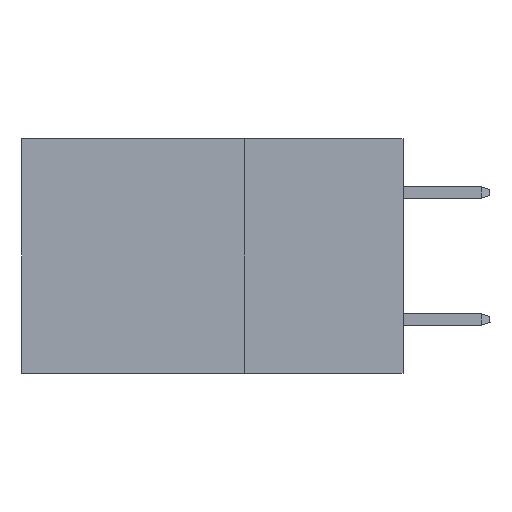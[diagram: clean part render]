
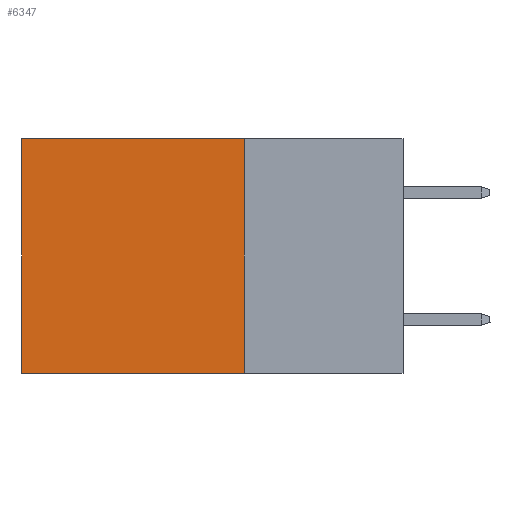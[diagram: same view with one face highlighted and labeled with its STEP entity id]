
A CAD part, left-side view. The second image highlights one B-rep face of the part: STEP entity #6347.
In plain terms, the highlighted planar face has unit normal (-1, 0, 0).
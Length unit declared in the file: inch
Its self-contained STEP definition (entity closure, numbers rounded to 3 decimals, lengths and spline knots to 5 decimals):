
#117 = LINE ( 'NONE', #16888, #6329 ) ;
#430 = FACE_OUTER_BOUND ( 'NONE', #17056, .T. ) ;
#532 = DIRECTION ( 'NONE',  ( 0., 1., 0. ) ) ;
#604 = CARTESIAN_POINT ( 'NONE',  ( 0.2875, 0.25, 0. ) ) ;
#953 = CARTESIAN_POINT ( 'NONE',  ( 0.2875, 0.6, 0. ) ) ;
#1165 = VERTEX_POINT ( 'NONE', #13931 ) ;
#1282 = EDGE_CURVE ( 'NONE', #5401, #10261, #10906, .T. ) ;
#2177 = EDGE_CURVE ( 'NONE', #11511, #5401, #117, .T. ) ;
#2949 = DIRECTION ( 'NONE',  ( 0., 1., 0. ) ) ;
#2984 = LINE ( 'NONE', #11648, #16932 ) ;
#3124 = AXIS2_PLACEMENT_3D ( 'NONE', #6032, #11449, #7127 ) ;
#4042 = ORIENTED_EDGE ( 'NONE', *, *, #9036, .F. ) ;
#4379 = LINE ( 'NONE', #15830, #9542 ) ;
#4626 = EDGE_CURVE ( 'NONE', #11511, #1165, #4379, .T. ) ;
#5401 = VERTEX_POINT ( 'NONE', #953 ) ;
#6032 = CARTESIAN_POINT ( 'NONE',  ( 0.2875, 0.25, 0. ) ) ;
#6329 = VECTOR ( 'NONE', #2949, 39.37008 ) ;
#6347 = ADVANCED_FACE ( 'NONE', ( #430 ), #14081, .F. ) ;
#7127 = DIRECTION ( 'NONE',  ( 0., 0., -1. ) ) ;
#8812 = DIRECTION ( 'NONE',  ( 0., 0., -1. ) ) ;
#9036 = EDGE_CURVE ( 'NONE', #1165, #10261, #2984, .T. ) ;
#9199 = ORIENTED_EDGE ( 'NONE', *, *, #2177, .T. ) ;
#9542 = VECTOR ( 'NONE', #8812, 39.37008 ) ;
#9974 = CARTESIAN_POINT ( 'NONE',  ( 0.2875, 0.6, -0.37 ) ) ;
#10261 = VERTEX_POINT ( 'NONE', #9974 ) ;
#10357 = ORIENTED_EDGE ( 'NONE', *, *, #4626, .F. ) ;
#10906 = LINE ( 'NONE', #12472, #15629 ) ;
#11449 = DIRECTION ( 'NONE',  ( 1., 0., 0. ) ) ;
#11511 = VERTEX_POINT ( 'NONE', #604 ) ;
#11648 = CARTESIAN_POINT ( 'NONE',  ( 0.2875, 0.25, -0.37 ) ) ;
#12472 = CARTESIAN_POINT ( 'NONE',  ( 0.2875, 0.6, 0. ) ) ;
#13931 = CARTESIAN_POINT ( 'NONE',  ( 0.2875, 0.25, -0.37 ) ) ;
#14081 = PLANE ( 'NONE',  #3124 ) ;
#15629 = VECTOR ( 'NONE', #16471, 39.37008 ) ;
#15830 = CARTESIAN_POINT ( 'NONE',  ( 0.2875, 0.25, 0. ) ) ;
#16471 = DIRECTION ( 'NONE',  ( 0., 0., -1. ) ) ;
#16888 = CARTESIAN_POINT ( 'NONE',  ( 0.2875, 0.25, 0. ) ) ;
#16932 = VECTOR ( 'NONE', #532, 39.37008 ) ;
#17036 = ORIENTED_EDGE ( 'NONE', *, *, #1282, .T. ) ;
#17056 = EDGE_LOOP ( 'NONE', ( #17036, #4042, #10357, #9199 ) ) ;
